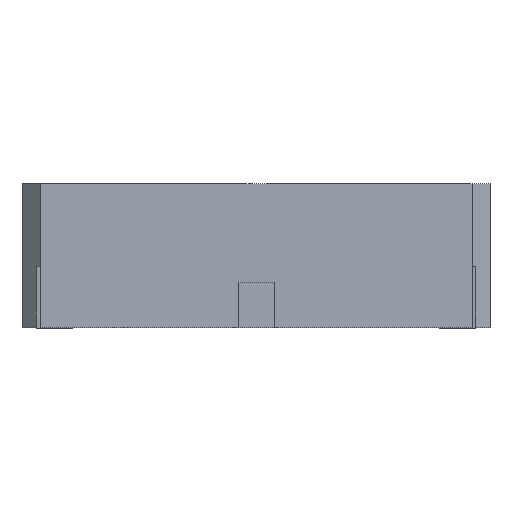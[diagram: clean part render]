
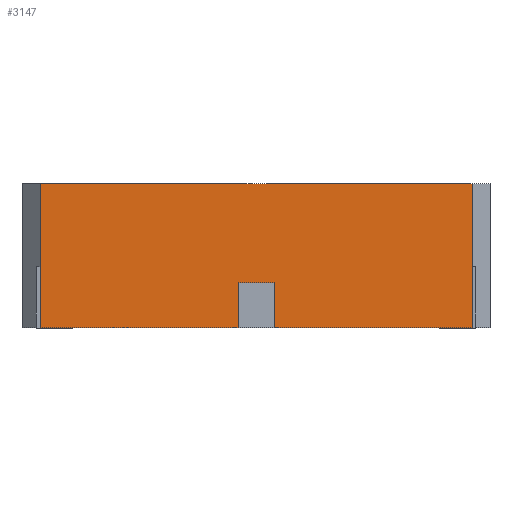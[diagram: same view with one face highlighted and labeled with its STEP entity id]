
A CAD part, front view. The second image highlights one B-rep face of the part: STEP entity #3147.
In plain terms, the highlighted planar face has unit normal (0, -1, 0).
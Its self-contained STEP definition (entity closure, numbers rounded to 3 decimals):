
#150 = PLANE('',#151);
#151 = AXIS2_PLACEMENT_3D('',#152,#153,#154);
#152 = CARTESIAN_POINT('',(0.,0.5,0.)
  );
#153 = DIRECTION('',(0.,0.,1.));
#154 = DIRECTION('',(-1.,0.,0.));
#782 = PLANE('',#783);
#783 = AXIS2_PLACEMENT_3D('',#784,#785,#786);
#784 = CARTESIAN_POINT('',(6.,-6.,4.));
#785 = DIRECTION('',(-1.,0.,0.));
#786 = DIRECTION('',(0.,-1.,0.));
#879 = VERTEX_POINT('',#880);
#880 = CARTESIAN_POINT('',(6.,-6.,0.));
#901 = EDGE_CURVE('',#879,#902,#904,.T.);
#902 = VERTEX_POINT('',#903);
#903 = CARTESIAN_POINT('',(0.5,-6.,0.));
#904 = SURFACE_CURVE('',#905,(#909,#916),.PCURVE_S1.);
#905 = LINE('',#906,#907);
#906 = CARTESIAN_POINT('',(-6.,-6.,0.));
#907 = VECTOR('',#908,1.);
#908 = DIRECTION('',(-1.,0.,0.));
#909 = PCURVE('',#150,#910);
#910 = DEFINITIONAL_REPRESENTATION('',(#911),#915);
#911 = LINE('',#912,#913);
#912 = CARTESIAN_POINT('',(6.,6.5));
#913 = VECTOR('',#914,1.);
#914 = DIRECTION('',(1.,0.));
#915 = ( GEOMETRIC_REPRESENTATION_CONTEXT(2) 
PARAMETRIC_REPRESENTATION_CONTEXT() REPRESENTATION_CONTEXT('2D SPACE',''
  ) );
#916 = PCURVE('',#917,#922);
#917 = PLANE('',#918);
#918 = AXIS2_PLACEMENT_3D('',#919,#920,#921);
#919 = CARTESIAN_POINT('',(-6.,-6.,4.));
#920 = DIRECTION('',(0.,1.,0.));
#921 = DIRECTION('',(0.,0.,-1.));
#922 = DEFINITIONAL_REPRESENTATION('',(#923),#927);
#923 = LINE('',#924,#925);
#924 = CARTESIAN_POINT('',(4.,0.));
#925 = VECTOR('',#926,1.);
#926 = DIRECTION('',(0.,1.));
#927 = ( GEOMETRIC_REPRESENTATION_CONTEXT(2) 
PARAMETRIC_REPRESENTATION_CONTEXT() REPRESENTATION_CONTEXT('2D SPACE',''
  ) );
#945 = PLANE('',#946);
#946 = AXIS2_PLACEMENT_3D('',#947,#948,#949);
#947 = CARTESIAN_POINT('',(0.5,-5.,2.664));
#948 = DIRECTION('',(1.,0.,0.));
#949 = DIRECTION('',(0.,-1.,0.));
#986 = VERTEX_POINT('',#987);
#987 = CARTESIAN_POINT('',(-0.5,-6.,0.));
#1001 = PLANE('',#1002);
#1002 = AXIS2_PLACEMENT_3D('',#1003,#1004,#1005);
#1003 = CARTESIAN_POINT('',(-0.5,-5.,2.664));
#1004 = DIRECTION('',(-1.,0.,0.));
#1005 = DIRECTION('',(0.,-1.,0.));
#1013 = EDGE_CURVE('',#986,#1014,#1016,.T.);
#1014 = VERTEX_POINT('',#1015);
#1015 = CARTESIAN_POINT('',(-6.,-6.,0.));
#1016 = SURFACE_CURVE('',#1017,(#1021,#1028),.PCURVE_S1.);
#1017 = LINE('',#1018,#1019);
#1018 = CARTESIAN_POINT('',(-6.,-6.,0.));
#1019 = VECTOR('',#1020,1.);
#1020 = DIRECTION('',(-1.,0.,0.));
#1021 = PCURVE('',#150,#1022);
#1022 = DEFINITIONAL_REPRESENTATION('',(#1023),#1027);
#1023 = LINE('',#1024,#1025);
#1024 = CARTESIAN_POINT('',(6.,6.5));
#1025 = VECTOR('',#1026,1.);
#1026 = DIRECTION('',(1.,0.));
#1027 = ( GEOMETRIC_REPRESENTATION_CONTEXT(2) 
PARAMETRIC_REPRESENTATION_CONTEXT() REPRESENTATION_CONTEXT('2D SPACE',''
  ) );
#1028 = PCURVE('',#917,#1029);
#1029 = DEFINITIONAL_REPRESENTATION('',(#1030),#1034);
#1030 = LINE('',#1031,#1032);
#1031 = CARTESIAN_POINT('',(4.,0.));
#1032 = VECTOR('',#1033,1.);
#1033 = DIRECTION('',(0.,1.));
#1034 = ( GEOMETRIC_REPRESENTATION_CONTEXT(2) 
PARAMETRIC_REPRESENTATION_CONTEXT() REPRESENTATION_CONTEXT('2D SPACE',''
  ) );
#1052 = PLANE('',#1053);
#1053 = AXIS2_PLACEMENT_3D('',#1054,#1055,#1056);
#1054 = CARTESIAN_POINT('',(-6.,-2.5,4.));
#1055 = DIRECTION('',(1.,0.,0.));
#1056 = DIRECTION('',(0.,0.,1.));
#2001 = PLANE('',#2002);
#2002 = AXIS2_PLACEMENT_3D('',#2003,#2004,#2005);
#2003 = CARTESIAN_POINT('',(0.,0.5,4.));
#2004 = DIRECTION('',(0.,0.,1.));
#2005 = DIRECTION('',(-1.,0.,0.));
#2805 = VERTEX_POINT('',#2806);
#2806 = CARTESIAN_POINT('',(6.,-6.,4.));
#2827 = EDGE_CURVE('',#879,#2805,#2828,.T.);
#2828 = SURFACE_CURVE('',#2829,(#2833,#2840),.PCURVE_S1.);
#2829 = LINE('',#2830,#2831);
#2830 = CARTESIAN_POINT('',(6.,-6.,4.));
#2831 = VECTOR('',#2832,1.);
#2832 = DIRECTION('',(0.,0.,1.));
#2833 = PCURVE('',#782,#2834);
#2834 = DEFINITIONAL_REPRESENTATION('',(#2835),#2839);
#2835 = LINE('',#2836,#2837);
#2836 = CARTESIAN_POINT('',(0.,0.));
#2837 = VECTOR('',#2838,1.);
#2838 = DIRECTION('',(0.,1.));
#2839 = ( GEOMETRIC_REPRESENTATION_CONTEXT(2) 
PARAMETRIC_REPRESENTATION_CONTEXT() REPRESENTATION_CONTEXT('2D SPACE',''
  ) );
#2840 = PCURVE('',#917,#2841);
#2841 = DEFINITIONAL_REPRESENTATION('',(#2842),#2846);
#2842 = LINE('',#2843,#2844);
#2843 = CARTESIAN_POINT('',(0.,-12.));
#2844 = VECTOR('',#2845,1.);
#2845 = DIRECTION('',(-1.,0.));
#2846 = ( GEOMETRIC_REPRESENTATION_CONTEXT(2) 
PARAMETRIC_REPRESENTATION_CONTEXT() REPRESENTATION_CONTEXT('2D SPACE',''
  ) );
#3147 = ADVANCED_FACE('',(#3148),#917,.F.);
#3148 = FACE_BOUND('',#3149,.T.);
#3149 = EDGE_LOOP('',(#3150,#3180,#3201,#3202,#3203,#3226,#3247,#3248));
#3150 = ORIENTED_EDGE('',*,*,#3151,.F.);
#3151 = EDGE_CURVE('',#3152,#3154,#3156,.T.);
#3152 = VERTEX_POINT('',#3153);
#3153 = CARTESIAN_POINT('',(0.5,-6.,1.25));
#3154 = VERTEX_POINT('',#3155);
#3155 = CARTESIAN_POINT('',(-0.5,-6.,1.25));
#3156 = SURFACE_CURVE('',#3157,(#3161,#3168),.PCURVE_S1.);
#3157 = LINE('',#3158,#3159);
#3158 = CARTESIAN_POINT('',(-6.,-6.,1.25));
#3159 = VECTOR('',#3160,1.);
#3160 = DIRECTION('',(-1.,0.,0.));
#3161 = PCURVE('',#917,#3162);
#3162 = DEFINITIONAL_REPRESENTATION('',(#3163),#3167);
#3163 = LINE('',#3164,#3165);
#3164 = CARTESIAN_POINT('',(2.75,0.));
#3165 = VECTOR('',#3166,1.);
#3166 = DIRECTION('',(0.,1.));
#3167 = ( GEOMETRIC_REPRESENTATION_CONTEXT(2) 
PARAMETRIC_REPRESENTATION_CONTEXT() REPRESENTATION_CONTEXT('2D SPACE',''
  ) );
#3168 = PCURVE('',#3169,#3174);
#3169 = PLANE('',#3170);
#3170 = AXIS2_PLACEMENT_3D('',#3171,#3172,#3173);
#3171 = CARTESIAN_POINT('',(0.,0.5,1.25));
#3172 = DIRECTION('',(0.,0.,-1.));
#3173 = DIRECTION('',(0.,1.,0.));
#3174 = DEFINITIONAL_REPRESENTATION('',(#3175),#3179);
#3175 = LINE('',#3176,#3177);
#3176 = CARTESIAN_POINT('',(-6.5,-6.));
#3177 = VECTOR('',#3178,1.);
#3178 = DIRECTION('',(0.,-1.));
#3179 = ( GEOMETRIC_REPRESENTATION_CONTEXT(2) 
PARAMETRIC_REPRESENTATION_CONTEXT() REPRESENTATION_CONTEXT('2D SPACE',''
  ) );
#3180 = ORIENTED_EDGE('',*,*,#3181,.T.);
#3181 = EDGE_CURVE('',#3152,#902,#3182,.T.);
#3182 = SURFACE_CURVE('',#3183,(#3187,#3194),.PCURVE_S1.);
#3183 = LINE('',#3184,#3185);
#3184 = CARTESIAN_POINT('',(0.5,-6.,2.664));
#3185 = VECTOR('',#3186,1.);
#3186 = DIRECTION('',(0.,0.,-1.));
#3187 = PCURVE('',#917,#3188);
#3188 = DEFINITIONAL_REPRESENTATION('',(#3189),#3193);
#3189 = LINE('',#3190,#3191);
#3190 = CARTESIAN_POINT('',(1.336,-6.5));
#3191 = VECTOR('',#3192,1.);
#3192 = DIRECTION('',(1.,0.));
#3193 = ( GEOMETRIC_REPRESENTATION_CONTEXT(2) 
PARAMETRIC_REPRESENTATION_CONTEXT() REPRESENTATION_CONTEXT('2D SPACE',''
  ) );
#3194 = PCURVE('',#945,#3195);
#3195 = DEFINITIONAL_REPRESENTATION('',(#3196),#3200);
#3196 = LINE('',#3197,#3198);
#3197 = CARTESIAN_POINT('',(1.,0.));
#3198 = VECTOR('',#3199,1.);
#3199 = DIRECTION('',(0.,1.));
#3200 = ( GEOMETRIC_REPRESENTATION_CONTEXT(2) 
PARAMETRIC_REPRESENTATION_CONTEXT() REPRESENTATION_CONTEXT('2D SPACE',''
  ) );
#3201 = ORIENTED_EDGE('',*,*,#901,.F.);
#3202 = ORIENTED_EDGE('',*,*,#2827,.T.);
#3203 = ORIENTED_EDGE('',*,*,#3204,.F.);
#3204 = EDGE_CURVE('',#3205,#2805,#3207,.T.);
#3205 = VERTEX_POINT('',#3206);
#3206 = CARTESIAN_POINT('',(-6.,-6.,4.));
#3207 = SURFACE_CURVE('',#3208,(#3212,#3219),.PCURVE_S1.);
#3208 = LINE('',#3209,#3210);
#3209 = CARTESIAN_POINT('',(0.,-6.,4.));
#3210 = VECTOR('',#3211,1.);
#3211 = DIRECTION('',(1.,0.,0.));
#3212 = PCURVE('',#917,#3213);
#3213 = DEFINITIONAL_REPRESENTATION('',(#3214),#3218);
#3214 = LINE('',#3215,#3216);
#3215 = CARTESIAN_POINT('',(0.,-6.));
#3216 = VECTOR('',#3217,1.);
#3217 = DIRECTION('',(0.,-1.));
#3218 = ( GEOMETRIC_REPRESENTATION_CONTEXT(2) 
PARAMETRIC_REPRESENTATION_CONTEXT() REPRESENTATION_CONTEXT('2D SPACE',''
  ) );
#3219 = PCURVE('',#2001,#3220);
#3220 = DEFINITIONAL_REPRESENTATION('',(#3221),#3225);
#3221 = LINE('',#3222,#3223);
#3222 = CARTESIAN_POINT('',(0.,6.5));
#3223 = VECTOR('',#3224,1.);
#3224 = DIRECTION('',(-1.,0.));
#3225 = ( GEOMETRIC_REPRESENTATION_CONTEXT(2) 
PARAMETRIC_REPRESENTATION_CONTEXT() REPRESENTATION_CONTEXT('2D SPACE',''
  ) );
#3226 = ORIENTED_EDGE('',*,*,#3227,.F.);
#3227 = EDGE_CURVE('',#1014,#3205,#3228,.T.);
#3228 = SURFACE_CURVE('',#3229,(#3233,#3240),.PCURVE_S1.);
#3229 = LINE('',#3230,#3231);
#3230 = CARTESIAN_POINT('',(-6.,-6.,4.));
#3231 = VECTOR('',#3232,1.);
#3232 = DIRECTION('',(0.,0.,1.));
#3233 = PCURVE('',#917,#3234);
#3234 = DEFINITIONAL_REPRESENTATION('',(#3235),#3239);
#3235 = LINE('',#3236,#3237);
#3236 = CARTESIAN_POINT('',(0.,0.));
#3237 = VECTOR('',#3238,1.);
#3238 = DIRECTION('',(-1.,0.));
#3239 = ( GEOMETRIC_REPRESENTATION_CONTEXT(2) 
PARAMETRIC_REPRESENTATION_CONTEXT() REPRESENTATION_CONTEXT('2D SPACE',''
  ) );
#3240 = PCURVE('',#1052,#3241);
#3241 = DEFINITIONAL_REPRESENTATION('',(#3242),#3246);
#3242 = LINE('',#3243,#3244);
#3243 = CARTESIAN_POINT('',(0.,3.5));
#3244 = VECTOR('',#3245,1.);
#3245 = DIRECTION('',(1.,0.));
#3246 = ( GEOMETRIC_REPRESENTATION_CONTEXT(2) 
PARAMETRIC_REPRESENTATION_CONTEXT() REPRESENTATION_CONTEXT('2D SPACE',''
  ) );
#3247 = ORIENTED_EDGE('',*,*,#1013,.F.);
#3248 = ORIENTED_EDGE('',*,*,#3249,.F.);
#3249 = EDGE_CURVE('',#3154,#986,#3250,.T.);
#3250 = SURFACE_CURVE('',#3251,(#3255,#3262),.PCURVE_S1.);
#3251 = LINE('',#3252,#3253);
#3252 = CARTESIAN_POINT('',(-0.5,-6.,2.664));
#3253 = VECTOR('',#3254,1.);
#3254 = DIRECTION('',(0.,0.,-1.));
#3255 = PCURVE('',#917,#3256);
#3256 = DEFINITIONAL_REPRESENTATION('',(#3257),#3261);
#3257 = LINE('',#3258,#3259);
#3258 = CARTESIAN_POINT('',(1.336,-5.5));
#3259 = VECTOR('',#3260,1.);
#3260 = DIRECTION('',(1.,0.));
#3261 = ( GEOMETRIC_REPRESENTATION_CONTEXT(2) 
PARAMETRIC_REPRESENTATION_CONTEXT() REPRESENTATION_CONTEXT('2D SPACE',''
  ) );
#3262 = PCURVE('',#1001,#3263);
#3263 = DEFINITIONAL_REPRESENTATION('',(#3264),#3268);
#3264 = LINE('',#3265,#3266);
#3265 = CARTESIAN_POINT('',(1.,0.));
#3266 = VECTOR('',#3267,1.);
#3267 = DIRECTION('',(0.,-1.));
#3268 = ( GEOMETRIC_REPRESENTATION_CONTEXT(2) 
PARAMETRIC_REPRESENTATION_CONTEXT() REPRESENTATION_CONTEXT('2D SPACE',''
  ) );
